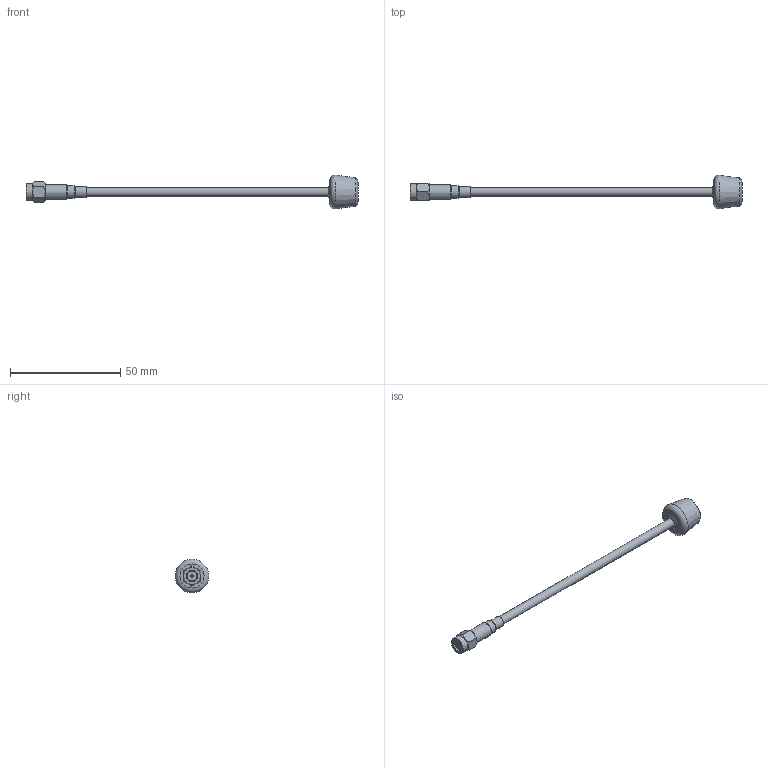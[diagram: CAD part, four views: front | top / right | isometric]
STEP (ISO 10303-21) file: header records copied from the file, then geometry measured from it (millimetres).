
FILE_DESCRIPTION(/* description */ (''),/* implementation_level */ '2;1');
FILE_NAME(/* name */ 'Lumenier Double AXII 2 Long Range Antenna 5.8GHz Straight SMA RHCP.step',/* time_stamp */ '2025-08-08T09:18:42+10:00',/* author */ (''),/* organization */ (''),/* preprocessor_version */ 'ST-DEVELOPER v20.1',/* originating_system */ 'Autodesk Translation Framework v14.10.0.0',/* authorisation */ '');
FILE_SCHEMA (('AUTOMOTIVE_DESIGN { 1 0 10303 214 3 1 1 }'));
Length unit declared in the file: millimetre
Products named in the file (1): Lumenier Double AXII 2 Long Range Antenna 5.8GHz Straight SMA RHCP
Bounding box: 150.82 x 15.36 x 15.36 mm (x, y, z)
Volume: 4229.5 mm3; surface area: 3107.7 mm2
Topology: 1 solids, 1 shells, 48 faces, 114 edges, 74 vertices
Faces by surface type: cylinder 16, plane 16, torus 7, cone 7, bspline 2
Full cylindrical faces by diameter (mm): 0.95 x1, 4 x1, 4.59 x1, 5 x1, 5.332 x2, 5.9 x1, 6.113 x1, 6.6 x1, 7.66 x1
Entity records: 2258 total; most frequent: CARTESIAN_POINT 1079, ORIENTED_EDGE 228, DIRECTION 225, EDGE_CURVE 114, AXIS2_PLACEMENT_3D 98, VERTEX_POINT 74, EDGE_LOOP 54, CIRCLE 51
